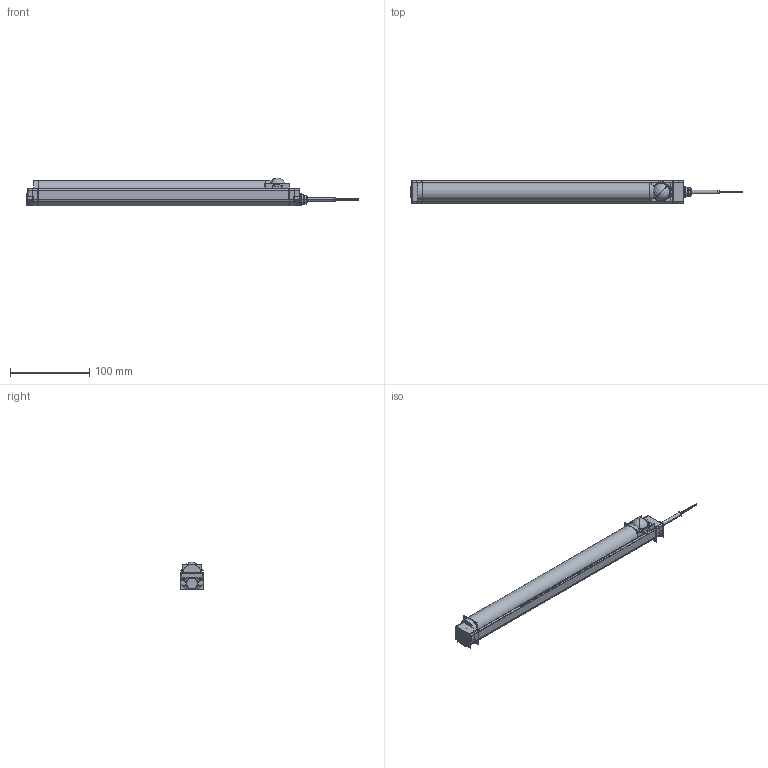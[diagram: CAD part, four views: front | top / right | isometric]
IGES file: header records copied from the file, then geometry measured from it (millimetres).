
Start section:  PTC IGES file: 210315.igs
Global section: file name: 210315.igs; native system: Creo Parametric by PTC Inc.; preprocessor: 2018300; author: pdmadmin; organization: Unknown; date: 20190304.101214; units: millimetre
Bounding box: 417.69 x 29.12 x 35.01 mm (x, y, z)
Volume: 101680.5 mm3; surface area: 355585.7 mm2
Topology: 11 solids, 140 shells, 2076 faces, 11970 edges, 15972 vertices
Faces by surface type: revolution 1164, bspline 910, extrusion 2
